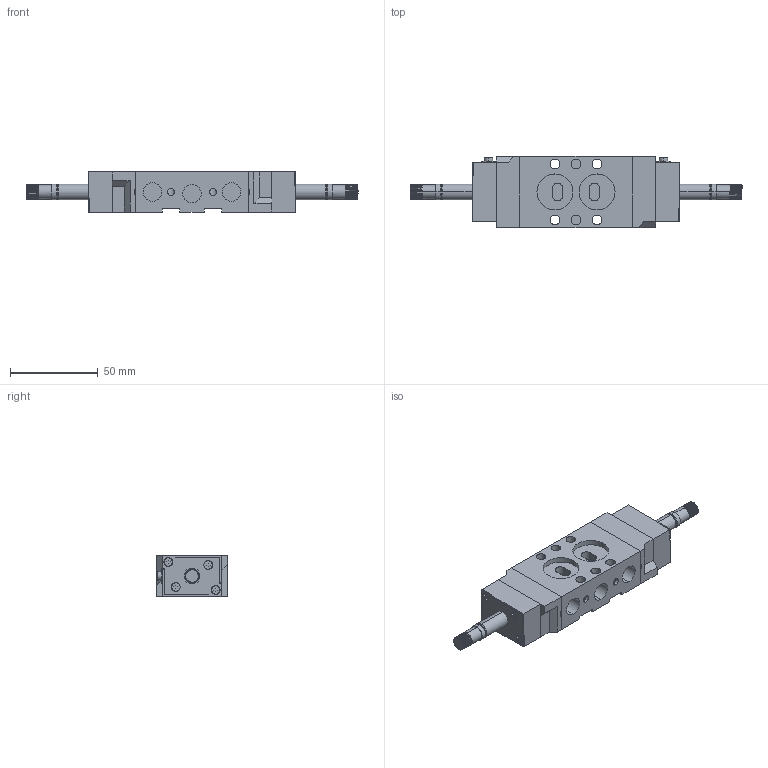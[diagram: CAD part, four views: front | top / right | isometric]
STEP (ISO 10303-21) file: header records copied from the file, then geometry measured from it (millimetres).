
FILE_DESCRIPTION (( 'STEP AP203' ), '1' );
FILE_NAME ('SN3200-IP.STEP', '2019-07-16T05:31:08', ( 'yrd2' ), ( 'Hewlett-Packard Company' ), 'SwSTEP 2.0', 'SolidWorks 2008', '' );
FILE_SCHEMA (( 'CONFIG_CONTROL_DESIGN' ));
Length unit declared in the file: millimetre
Products named in the file (4): SN3200-IP; SN3000 Body_ル遽; SN3000 PPS Semi_ル遽; SF4000 Pilot_ル遽
Assembly tree (5 placements, depth 2):
  SN3200-IP
    SF4000 Pilot_ル遽  x2
    SN3000 PPS Semi_ル遽  x2
    SN3000 Body_ル遽
Bounding box: 189.4 x 40.5 x 23 mm (x, y, z)
Volume: 97189.9 mm3; surface area: 31813.2 mm2
Topology: 15 solids, 15 shells, 417 faces, 1079 edges, 712 vertices
Faces by surface type: plane 267, cylinder 130, torus 16, bspline 4
Entity records: 8974 total; most frequent: CARTESIAN_POINT 2513, ORIENTED_EDGE 1262, DIRECTION 1204, EDGE_CURVE 631, LINE 452, VECTOR 452, VERTEX_POINT 417, AXIS2_PLACEMENT_3D 376
